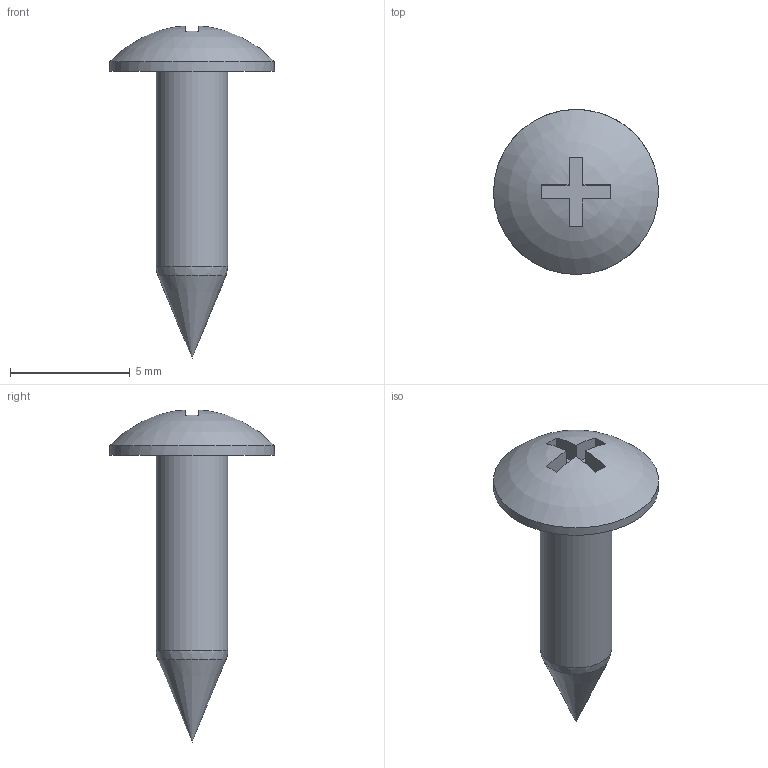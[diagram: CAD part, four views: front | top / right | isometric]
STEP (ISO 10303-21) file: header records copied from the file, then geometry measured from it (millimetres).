
FILE_DESCRIPTION(/* description */ (''),/* implementation_level */ '2;1');
FILE_NAME(/* name */ 'M3x12_TAPPING.stp',/* time_stamp */ '2022-07-20T21:18:29+09:00',/* author */ (''),/* organization */ (''),/* preprocessor_version */ 'ST-DEVELOPER v16.7',/* originating_system */ '',/* authorisation */ '');
FILE_SCHEMA (('AUTOMOTIVE_DESIGN { 1 0 10303 214 3 1 1 1 }'));
Length unit declared in the file: millimetre
Products named in the file (1): M3x12_TAPPING
Bounding box: 6.9 x 6.9 x 13.88 mm (x, y, z)
Volume: 109.6 mm3; surface area: 190 mm2
Topology: 1 solids, 1 shells, 19 faces, 50 edges, 34 vertices
Faces by surface type: plane 14, cylinder 2, sphere 1, cone 1, bspline 1
Full cylindrical faces by diameter (mm): 3 x1, 6.9 x1
Entity records: 744 total; most frequent: CARTESIAN_POINT 120, DIRECTION 98, ORIENTED_EDGE 82, EDGE_CURVE 41, AXIS2_PLACEMENT_3D 37, VERTEX_POINT 30, LINE 24, VECTOR 24
